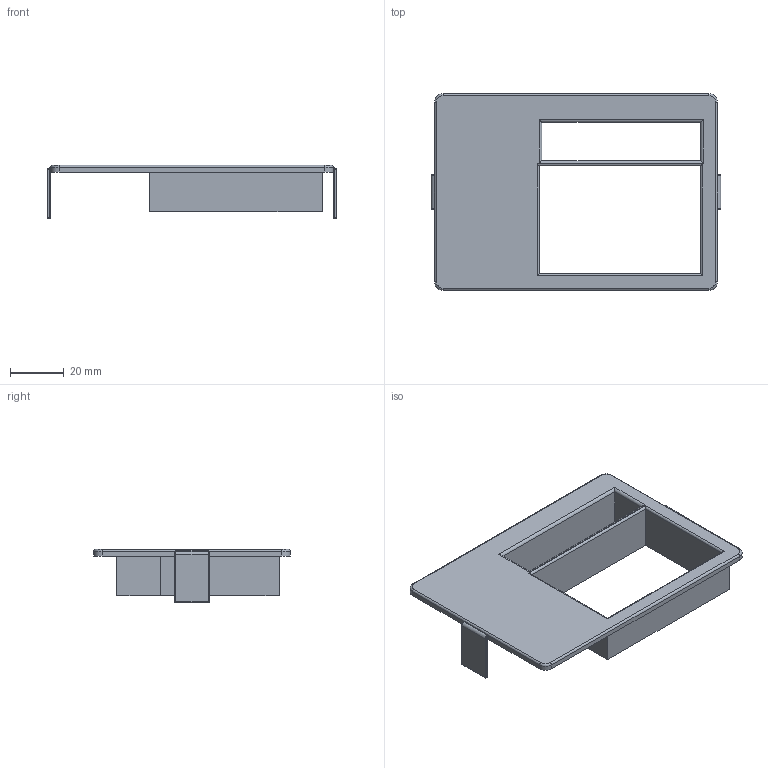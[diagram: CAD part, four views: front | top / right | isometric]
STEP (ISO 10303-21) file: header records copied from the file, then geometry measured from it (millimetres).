
FILE_DESCRIPTION(/* description */ (''),/* implementation_level */ '2;1');
FILE_NAME(/* name */ 'Hackpad Case Top.step',/* time_stamp */ '2026-01-25T19:57:51-05:00',/* author */ (''),/* organization */ (''),/* preprocessor_version */ 'ST-DEVELOPER v20.1',/* originating_system */ 'Autodesk Translation Framework v14.21.0.0',/* authorisation */ '');
FILE_SCHEMA (('AUTOMOTIVE_DESIGN { 1 0 10303 214 3 1 1 }'));
Length unit declared in the file: inch
Products named in the file (1): Hackpad Case
Bounding box: 107.62 x 73.08 x 19.81 mm (x, y, z)
Volume: 20705.2 mm3; surface area: 20157.8 mm2
Topology: 1 solids, 1 shells, 97 faces, 222 edges, 128 vertices
Faces by surface type: cylinder 40, plane 33, bspline 8, sphere 8, torus 8
Entity records: 2895 total; most frequent: CARTESIAN_POINT 676, DIRECTION 470, ORIENTED_EDGE 444, EDGE_CURVE 222, AXIS2_PLACEMENT_3D 174, VERTEX_POINT 128, LINE 122, VECTOR 122
